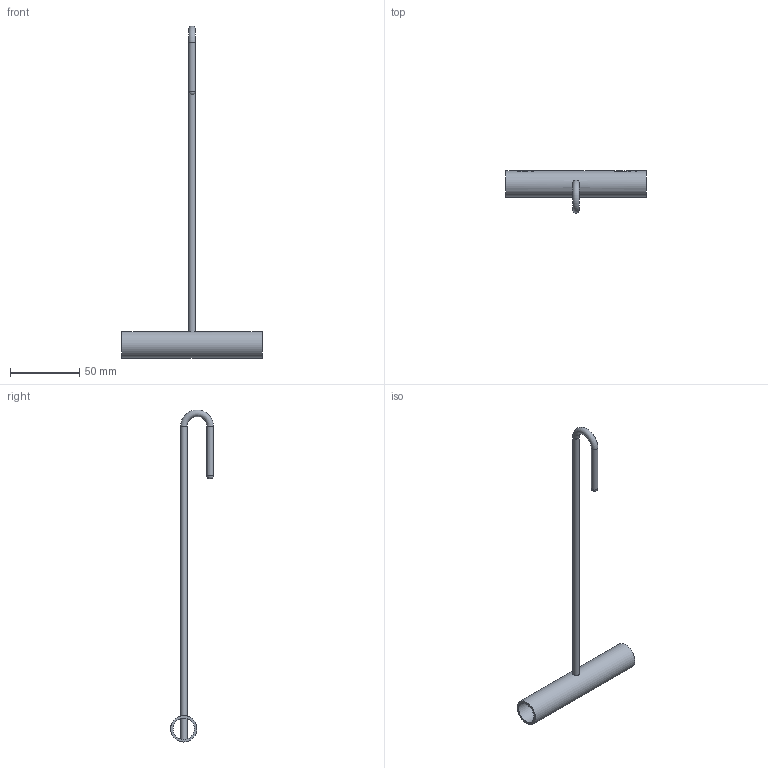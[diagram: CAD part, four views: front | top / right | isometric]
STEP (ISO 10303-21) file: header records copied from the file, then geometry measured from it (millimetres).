
FILE_DESCRIPTION (( 'STEP AP214' ), '1' );
FILE_NAME ('Packing Hook.STEP', '2023-05-17T11:13:48', ( '' ), ( '' ), 'SwSTEP 2.0', 'SolidWorks 2023', '' );
FILE_SCHEMA (( 'AUTOMOTIVE_DESIGN' ));
Length unit declared in the file: inch
Products named in the file (1): Packing Hook
Bounding box: 101.6 x 30.96 x 240.47 mm (x, y, z)
Volume: 15003.4 mm3; surface area: 15692.2 mm2
Topology: 2 solids, 2 shells, 156 faces, 418 edges, 277 vertices
Faces by surface type: plane 71, bspline 64, cylinder 19, torus 1, sphere 1
Full cylindrical faces by diameter (mm): 4.762 x2, 4.763 x2, 15.494 x1, 19.05 x1
Entity records: 13345 total; most frequent: CARTESIAN_POINT 10425, ORIENTED_EDGE 810, EDGE_CURVE 405, B_SPLINE_CURVE_WITH_KNOTS 396, VERTEX_POINT 274, DIRECTION 204, EDGE_LOOP 181, FACE_OUTER_BOUND 163
